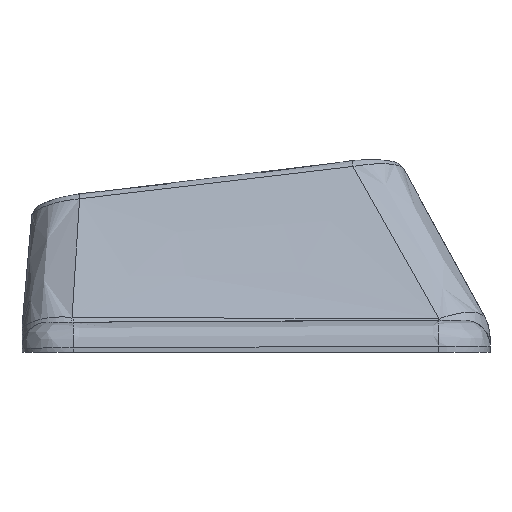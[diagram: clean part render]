
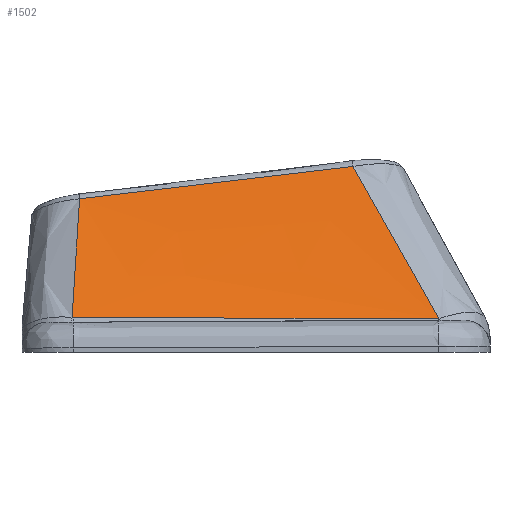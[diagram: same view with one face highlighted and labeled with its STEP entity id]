
A CAD part, left-side view. The second image highlights one B-rep face of the part: STEP entity #1502.
In plain terms, the highlighted free-form (B-spline) face has degree [3, 3] with [4, 4] control points.
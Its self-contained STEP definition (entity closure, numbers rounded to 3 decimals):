
#24=ELLIPSE('',#1607,0.232,0.197);
#25=ELLIPSE('',#1610,0.187,0.161);
#59=B_SPLINE_SURFACE_WITH_KNOTS('',3,3,((#6604,#6605,#6606,#6607),(#6608,
#6609,#6610,#6611),(#6612,#6613,#6614,#6615),(#6616,#6617,#6618,#6619)),
 .UNSPECIFIED.,.F.,.F.,.F.,(4,4),(4,4),(0.101,0.893),
(0.045,0.954),.UNSPECIFIED.);
#185=FACE_OUTER_BOUND('',#277,.T.);
#277=EDGE_LOOP('',(#1168,#1169,#1170,#1171,#1172,#1173));
#523=B_SPLINE_CURVE_WITH_KNOTS('',3,(#6438,#6439,#6440,#6441,#6442,#6443,
#6444,#6445,#6446,#6447,#6448,#6449,#6450,#6451,#6452,#6453),
 .UNSPECIFIED.,.F.,.F.,(4,3,3,3,3,4),(0.,0.312,0.623,
0.934,1.243,1.416),.UNSPECIFIED.);
#528=B_SPLINE_CURVE_WITH_KNOTS('',3,(#6621,#6622,#6623,#6624,#6625,#6626,
#6627,#6628,#6629,#6630,#6631,#6632,#6633,#6634,#6635,#6636),
 .UNSPECIFIED.,.F.,.F.,(4,3,3,3,3,4),(0.036,0.194,
0.353,0.512,0.672,0.771),
 .UNSPECIFIED.);
#529=B_SPLINE_CURVE_WITH_KNOTS('',3,(#6638,#6639,#6640,#6641),
 .UNSPECIFIED.,.F.,.F.,(4,4),(-1.068,0.),
 .UNSPECIFIED.);
#530=B_SPLINE_CURVE_WITH_KNOTS('',3,(#6642,#6643,#6644,#6645,#6646,#6647,
#6648,#6649,#6650,#6651,#6652,#6653,#6654),.UNSPECIFIED.,.F.,.F.,(4,3,3,
3,4),(-0.569,-0.406,-0.244,-0.08,
-0.031),.UNSPECIFIED.);
#657=VERTEX_POINT('',#6279);
#660=VERTEX_POINT('',#6402);
#662=VERTEX_POINT('',#6436);
#664=VERTEX_POINT('',#6477);
#669=VERTEX_POINT('',#6620);
#670=VERTEX_POINT('',#6637);
#843=EDGE_CURVE('',#660,#657,#24,.T.);
#846=EDGE_CURVE('',#662,#660,#523,.T.);
#849=EDGE_CURVE('',#664,#662,#25,.T.);
#860=EDGE_CURVE('',#669,#664,#528,.T.);
#861=EDGE_CURVE('',#670,#669,#529,.T.);
#862=EDGE_CURVE('',#657,#670,#530,.T.);
#1168=ORIENTED_EDGE('',*,*,#843,.F.);
#1169=ORIENTED_EDGE('',*,*,#846,.F.);
#1170=ORIENTED_EDGE('',*,*,#849,.F.);
#1171=ORIENTED_EDGE('',*,*,#860,.F.);
#1172=ORIENTED_EDGE('',*,*,#861,.F.);
#1173=ORIENTED_EDGE('',*,*,#862,.F.);
#1502=ADVANCED_FACE('',(#185),#59,.T.);
#1607=AXIS2_PLACEMENT_3D('',#6404,#1797,#1798);
#1610=AXIS2_PLACEMENT_3D('',#6479,#1803,#1804);
#1797=DIRECTION('center_axis',(0.857,-0.003,-0.515));
#1798=DIRECTION('ref_axis',(0.192,0.93,0.314));
#1803=DIRECTION('center_axis',(0.904,-0.002,-0.428));
#1804=DIRECTION('ref_axis',(-0.047,0.994,-0.103));
#6279=CARTESIAN_POINT('',(-8.864,7.138,0.361));
#6402=CARTESIAN_POINT('',(-8.867,7.086,0.356));
#6404=CARTESIAN_POINT('Origin',(-8.763,7.11,0.529));
#6436=CARTESIAN_POINT('',(-8.936,-7.078,0.304));
#6438=CARTESIAN_POINT('Ctrl Pts',(-8.936,-7.078,0.304));
#6439=CARTESIAN_POINT('Ctrl Pts',(-8.932,-6.038,0.308));
#6440=CARTESIAN_POINT('Ctrl Pts',(-8.928,-4.998,0.311));
#6441=CARTESIAN_POINT('Ctrl Pts',(-8.924,-3.957,0.315));
#6442=CARTESIAN_POINT('Ctrl Pts',(-8.92,-2.92,0.318));
#6443=CARTESIAN_POINT('Ctrl Pts',(-8.915,-1.883,0.322));
#6444=CARTESIAN_POINT('Ctrl Pts',(-8.91,-0.846,
0.325));
#6445=CARTESIAN_POINT('Ctrl Pts',(-8.906,0.189,0.329));
#6446=CARTESIAN_POINT('Ctrl Pts',(-8.901,1.224,0.333));
#6447=CARTESIAN_POINT('Ctrl Pts',(-8.895,2.259,0.337));
#6448=CARTESIAN_POINT('Ctrl Pts',(-8.89,3.291,0.341));
#6449=CARTESIAN_POINT('Ctrl Pts',(-8.884,4.323,0.345));
#6450=CARTESIAN_POINT('Ctrl Pts',(-8.878,5.355,0.349));
#6451=CARTESIAN_POINT('Ctrl Pts',(-8.874,5.932,0.351));
#6452=CARTESIAN_POINT('Ctrl Pts',(-8.871,6.509,0.354));
#6453=CARTESIAN_POINT('Ctrl Pts',(-8.867,7.086,0.356));
#6477=CARTESIAN_POINT('',(-8.936,-7.099,0.305));
#6479=CARTESIAN_POINT('Origin',(-8.867,-7.085,0.45));
#6604=CARTESIAN_POINT('Ctrl Pts',(-6.11,-4.134,6.257));
#6605=CARTESIAN_POINT('Ctrl Pts',(-7.052,-5.122,4.273));
#6606=CARTESIAN_POINT('Ctrl Pts',(-7.994,-6.111,2.289));
#6607=CARTESIAN_POINT('Ctrl Pts',(-8.936,-7.099,0.304));
#6608=CARTESIAN_POINT('Ctrl Pts',(-6.11,-0.376,
5.822));
#6609=CARTESIAN_POINT('Ctrl Pts',(-7.052,-1.035,3.976));
#6610=CARTESIAN_POINT('Ctrl Pts',(-7.994,-1.694,2.13));
#6611=CARTESIAN_POINT('Ctrl Pts',(-8.936,-2.353,0.283));
#6612=CARTESIAN_POINT('Ctrl Pts',(-6.11,3.382,5.387));
#6613=CARTESIAN_POINT('Ctrl Pts',(-7.052,3.052,3.679));
#6614=CARTESIAN_POINT('Ctrl Pts',(-7.994,2.722,1.97));
#6615=CARTESIAN_POINT('Ctrl Pts',(-8.936,2.392,0.262));
#6616=CARTESIAN_POINT('Ctrl Pts',(-6.11,7.14,4.953));
#6617=CARTESIAN_POINT('Ctrl Pts',(-7.052,7.14,3.382));
#6618=CARTESIAN_POINT('Ctrl Pts',(-7.994,7.139,1.811));
#6619=CARTESIAN_POINT('Ctrl Pts',(-8.936,7.138,0.241));
#6620=CARTESIAN_POINT('',(-6.11,-3.758,6.214));
#6621=CARTESIAN_POINT('Ctrl Pts',(-6.11,-3.758,6.214));
#6622=CARTESIAN_POINT('Ctrl Pts',(-6.314,-3.999,5.791));
#6623=CARTESIAN_POINT('Ctrl Pts',(-6.518,-4.24,5.367));
#6624=CARTESIAN_POINT('Ctrl Pts',(-6.721,-4.48,4.944));
#6625=CARTESIAN_POINT('Ctrl Pts',(-6.926,-4.722,4.518));
#6626=CARTESIAN_POINT('Ctrl Pts',(-7.13,-4.963,4.092));
#6627=CARTESIAN_POINT('Ctrl Pts',(-7.334,-5.204,3.666));
#6628=CARTESIAN_POINT('Ctrl Pts',(-7.538,-5.446,3.24));
#6629=CARTESIAN_POINT('Ctrl Pts',(-7.742,-5.687,2.812));
#6630=CARTESIAN_POINT('Ctrl Pts',(-7.946,-5.928,2.385));
#6631=CARTESIAN_POINT('Ctrl Pts',(-8.15,-6.17,1.956));
#6632=CARTESIAN_POINT('Ctrl Pts',(-8.354,-6.411,1.528));
#6633=CARTESIAN_POINT('Ctrl Pts',(-8.558,-6.652,1.099));
#6634=CARTESIAN_POINT('Ctrl Pts',(-8.684,-6.801,0.834));
#6635=CARTESIAN_POINT('Ctrl Pts',(-8.81,-6.95,0.57));
#6636=CARTESIAN_POINT('Ctrl Pts',(-8.936,-7.099,0.305));
#6637=CARTESIAN_POINT('',(-6.125,6.845,4.961));
#6638=CARTESIAN_POINT('Ctrl Pts',(-6.125,6.845,4.961));
#6639=CARTESIAN_POINT('Ctrl Pts',(-6.12,3.31,5.375));
#6640=CARTESIAN_POINT('Ctrl Pts',(-6.115,-0.224,
5.793));
#6641=CARTESIAN_POINT('Ctrl Pts',(-6.11,-3.758,6.214));
#6642=CARTESIAN_POINT('Ctrl Pts',(-8.864,7.138,0.361));
#6643=CARTESIAN_POINT('Ctrl Pts',(-8.587,7.107,0.823));
#6644=CARTESIAN_POINT('Ctrl Pts',(-8.311,7.076,1.285));
#6645=CARTESIAN_POINT('Ctrl Pts',(-8.035,7.045,1.747));
#6646=CARTESIAN_POINT('Ctrl Pts',(-7.758,7.015,2.211));
#6647=CARTESIAN_POINT('Ctrl Pts',(-7.481,6.985,2.675));
#6648=CARTESIAN_POINT('Ctrl Pts',(-7.205,6.956,3.139));
#6649=CARTESIAN_POINT('Ctrl Pts',(-6.927,6.926,3.607));
#6650=CARTESIAN_POINT('Ctrl Pts',(-6.65,6.898,4.074));
#6651=CARTESIAN_POINT('Ctrl Pts',(-6.373,6.87,4.542));
#6652=CARTESIAN_POINT('Ctrl Pts',(-6.29,6.862,4.682));
#6653=CARTESIAN_POINT('Ctrl Pts',(-6.208,6.853,4.821));
#6654=CARTESIAN_POINT('Ctrl Pts',(-6.125,6.845,4.961));
